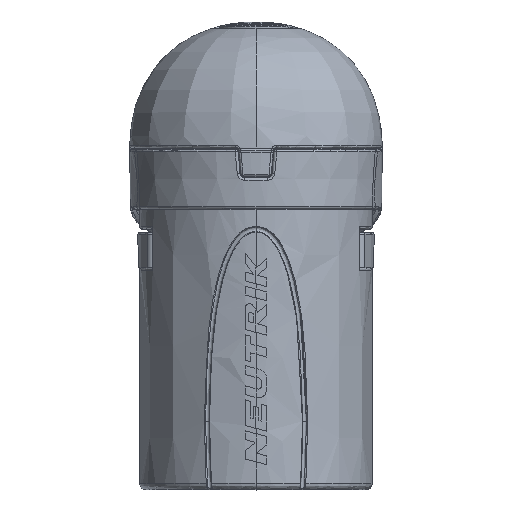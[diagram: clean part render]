
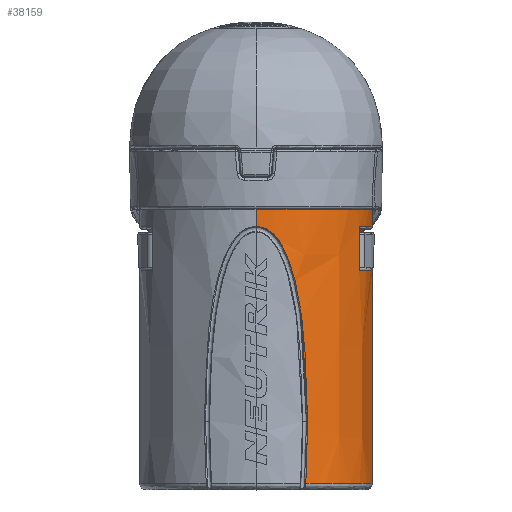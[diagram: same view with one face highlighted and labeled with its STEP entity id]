
A CAD part, top view. The second image highlights one B-rep face of the part: STEP entity #38159.
In plain terms, the highlighted face is a extrusion surface.
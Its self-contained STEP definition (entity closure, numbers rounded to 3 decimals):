
#4923=CARTESIAN_POINT('',(0.,-4.9,9.55));
#4924=CARTESIAN_POINT('',(0.455,-4.9,9.55));
#4925=CARTESIAN_POINT('',(1.355,-4.9,9.483));
#4926=CARTESIAN_POINT('',(2.632,-4.9,9.209));
#4927=CARTESIAN_POINT('',(3.969,-4.9,8.712));
#4928=CARTESIAN_POINT('',(5.241,-4.9,7.987));
#4929=CARTESIAN_POINT('',(6.326,-4.9,7.123));
#4930=CARTESIAN_POINT('',(7.262,-4.9,6.115));
#4931=CARTESIAN_POINT('',(8.008,-4.9,5.042));
#4932=CARTESIAN_POINT('',(8.623,-4.9,3.821));
#4933=CARTESIAN_POINT('',(9.033,-4.9,2.604));
#4934=CARTESIAN_POINT('',(9.282,-4.9,1.393));
#4935=CARTESIAN_POINT('',(9.35,-4.9,0.476));
#4936=CARTESIAN_POINT('',(9.35,-4.9,0.));
#4951=CARTESIAN_POINT('',(0.,-4.9,9.55));
#7154=DIRECTION('',(0.,1.,0.));
#7155=VECTOR('',#7154,17.15);
#7156=CARTESIAN_POINT('',(9.35,-26.95,0.));
#7157=LINE('',#7156,#7155);
#7172=DIRECTION('',(0.,1.,0.));
#7173=VECTOR('',#7172,1.4);
#7174=CARTESIAN_POINT('',(9.35,-6.3,0.));
#7175=LINE('',#7174,#7173);
#7529=CARTESIAN_POINT('',(8.297,-6.3,4.452));
#7530=CARTESIAN_POINT('',(8.652,-6.3,3.753));
#7531=CARTESIAN_POINT('',(9.171,-6.3,2.309));
#7532=CARTESIAN_POINT('',(9.35,-6.3,0.784));
#7533=CARTESIAN_POINT('',(9.35,-6.3,0.));
#7535=DIRECTION('',(0.,1.,0.));
#7536=VECTOR('',#7535,3.5);
#7537=CARTESIAN_POINT('',(8.297,-9.8,4.452));
#7538=LINE('',#7537,#7536);
#7539=CARTESIAN_POINT('',(9.35,-9.8,0.));
#7540=CARTESIAN_POINT('',(9.35,-9.8,0.784));
#7541=CARTESIAN_POINT('',(9.171,-9.8,2.309));
#7542=CARTESIAN_POINT('',(8.652,-9.8,3.753));
#7543=CARTESIAN_POINT('',(8.297,-9.8,4.452));
#7545=CARTESIAN_POINT('',(9.35,-26.95,0.));
#7546=CARTESIAN_POINT('',(9.35,-26.95,0.501));
#7547=CARTESIAN_POINT('',(9.277,-26.95,1.457));
#7548=CARTESIAN_POINT('',(8.892,-26.95,3.219));
#7549=CARTESIAN_POINT('',(8.021,-26.95,5.175));
#7550=CARTESIAN_POINT('',(6.679,-26.95,6.833));
#7551=CARTESIAN_POINT('',(5.283,-26.95,7.956));
#7552=CARTESIAN_POINT('',(4.458,-26.95,8.437));
#7553=CARTESIAN_POINT('',(4.005,-26.95,8.652));
#7555=CARTESIAN_POINT('',(4.15,-21.95,8.582));
#7556=CARTESIAN_POINT('',(4.15,-22.625,8.582));
#7557=CARTESIAN_POINT('',(4.136,-23.933,8.589));
#7558=CARTESIAN_POINT('',(4.082,-25.58,8.615));
#7559=CARTESIAN_POINT('',(4.03,-26.558,8.641));
#7560=CARTESIAN_POINT('',(4.005,-26.95,8.652));
#7562=CARTESIAN_POINT('',(4.15,-21.95,8.582));
#7563=CARTESIAN_POINT('',(4.15,-21.238,8.582));
#7564=CARTESIAN_POINT('',(4.135,-19.88,8.589));
#7565=CARTESIAN_POINT('',(4.072,-18.051,8.62));
#7566=CARTESIAN_POINT('',(3.975,-16.405,8.667));
#7567=CARTESIAN_POINT('',(3.848,-14.926,8.726));
#7568=CARTESIAN_POINT('',(3.692,-13.594,8.795));
#7569=CARTESIAN_POINT('',(3.511,-12.397,8.87));
#7570=CARTESIAN_POINT('',(3.306,-11.324,8.951));
#7571=CARTESIAN_POINT('',(3.078,-10.363,9.034));
#7572=CARTESIAN_POINT('',(2.826,-9.507,9.118));
#7573=CARTESIAN_POINT('',(2.549,-8.75,9.2));
#7574=CARTESIAN_POINT('',(2.247,-8.089,9.281));
#7575=CARTESIAN_POINT('',(1.919,-7.526,9.355));
#7576=CARTESIAN_POINT('',(1.623,-7.141,9.411));
#7577=CARTESIAN_POINT('',(1.374,-6.886,9.45));
#7578=CARTESIAN_POINT('',(1.183,-6.723,9.477));
#7579=CARTESIAN_POINT('',(0.993,-6.59,
9.499));
#7580=CARTESIAN_POINT('',(0.802,-6.481,
9.517));
#7581=CARTESIAN_POINT('',(0.612,-6.399,
9.531));
#7582=CARTESIAN_POINT('',(0.353,-6.322,
9.545));
#7583=CARTESIAN_POINT('',(0.144,-6.3,
9.55));
#7584=CARTESIAN_POINT('',(0.,-6.3,9.55));
#7586=DIRECTION('',(0.,1.,0.));
#7587=VECTOR('',#7586,1.4);
#7588=CARTESIAN_POINT('',(0.,-6.3,9.55));
#7589=LINE('',#7588,#7587);
#21848=CARTESIAN_POINT('',(4.15,-21.95,
8.582));
#21849=VERTEX_POINT('',#21848);
#21852=CARTESIAN_POINT('',(0.,-6.3,9.55));
#21853=VERTEX_POINT('',#21852);
#22108=VERTEX_POINT('',#7545);
#22109=VERTEX_POINT('',#7553);
#22125=VERTEX_POINT('',#7539);
#22126=VERTEX_POINT('',#7543);
#22130=CARTESIAN_POINT('',(8.297,-6.3,4.452));
#22131=VERTEX_POINT('',#22130);
#22136=VERTEX_POINT('',#7533);
#22412=VERTEX_POINT('',#4951);
#22413=VERTEX_POINT('',#4936);
#38128=CARTESIAN_POINT('',(0.,-27.45,9.55));
#38129=CARTESIAN_POINT('',(0.788,-27.45,9.55));
#38130=CARTESIAN_POINT('',(2.177,-27.45,9.365));
#38131=CARTESIAN_POINT('',(4.509,-27.45,8.547));
#38132=CARTESIAN_POINT('',(6.791,-27.45,6.891));
#38133=CARTESIAN_POINT('',(8.392,-27.45,4.554));
#38134=CARTESIAN_POINT('',(9.175,-27.45,2.188));
#38135=CARTESIAN_POINT('',(9.35,-27.45,0.788));
#38136=CARTESIAN_POINT('',(9.35,-27.45,0.));
#38138=DIRECTION('',(0.,-1.,0.));
#38139=VECTOR('',#38138,1.);
#38140=SURFACE_OF_LINEAR_EXTRUSION('',#38137,#38139);
#38141=ORIENTED_EDGE('',*,*,#37838,.F.);
#38143=ORIENTED_EDGE('',*,*,#38142,.F.);
#38145=ORIENTED_EDGE('',*,*,#38144,.F.);
#38146=ORIENTED_EDGE('',*,*,#37979,.F.);
#38147=ORIENTED_EDGE('',*,*,#37817,.F.);
#38149=ORIENTED_EDGE('',*,*,#38148,.T.);
#38151=ORIENTED_EDGE('',*,*,#38150,.F.);
#38153=ORIENTED_EDGE('',*,*,#38152,.T.);
#38155=ORIENTED_EDGE('',*,*,#38154,.T.);
#38156=ORIENTED_EDGE('',*,*,#33174,.T.);
#38157=EDGE_LOOP('',(#38141,#38143,#38145,#38146,#38147,#38149,#38151,#38153,
#38155,#38156));
#38158=FACE_OUTER_BOUND('',#38157,.F.);
#38159=ADVANCED_FACE('',(#38158),#38140,.F.);
#4937=B_SPLINE_CURVE_WITH_KNOTS('',3,(#4923,#4924,#4925,#4926,#4927,#4928,#4929,
#4930,#4931,#4932,#4933,#4934,#4935,#4936),.UNSPECIFIED.,.F.,.F.,(4,1,1,1,1,1,1,
1,1,1,1,4),(0.,0.091,0.182,0.273,
0.364,0.455,0.545,0.636,
0.727,0.818,0.909,1.),.UNSPECIFIED.);
#7534=B_SPLINE_CURVE_WITH_KNOTS('',3,(#7529,#7530,#7531,#7532,#7533),
.UNSPECIFIED.,.F.,.F.,(4,1,4),(0.,0.5,1.),.UNSPECIFIED.);
#7544=B_SPLINE_CURVE_WITH_KNOTS('',3,(#7539,#7540,#7541,#7542,#7543),
.UNSPECIFIED.,.F.,.F.,(4,1,4),(0.,0.5,1.),.UNSPECIFIED.);
#7554=B_SPLINE_CURVE_WITH_KNOTS('',3,(#7545,#7546,#7547,#7548,#7549,#7550,#7551,
#7552,#7553),.UNSPECIFIED.,.F.,.F.,(4,1,1,1,1,1,4),(0.,0.125,0.25,0.5,
0.75,0.875,1.),.UNSPECIFIED.);
#7561=B_SPLINE_CURVE_WITH_KNOTS('',3,(#7555,#7556,#7557,#7558,#7559,#7560),
.UNSPECIFIED.,.F.,.F.,(4,1,1,4),(0.,0.37,0.741,1.),
.UNSPECIFIED.);
#7585=B_SPLINE_CURVE_WITH_KNOTS('',3,(#7562,#7563,#7564,#7565,#7566,#7567,#7568,
#7569,#7570,#7571,#7572,#7573,#7574,#7575,#7576,#7577,#7578,#7579,#7580,#7581,
#7582,#7583,#7584),.UNSPECIFIED.,.F.,.F.,(4,1,1,1,1,1,1,1,1,1,1,1,1,1,1,1,1,1,1,
1,4),(0.,0.059,0.118,0.176,
0.235,0.294,0.353,0.412,
0.471,0.529,0.588,0.647,
0.706,0.765,0.794,0.824,
0.853,0.882,0.912,0.941,1.),
.UNSPECIFIED.);
#33174=EDGE_CURVE('',#22412,#22413,#4937,.T.);
#37817=EDGE_CURVE('',#22108,#22125,#7157,.T.);
#37838=EDGE_CURVE('',#22136,#22413,#7175,.T.);
#37979=EDGE_CURVE('',#22125,#22126,#7544,.T.);
#38137=B_SPLINE_CURVE_WITH_KNOTS('',3,(#38128,#38129,#38130,#38131,#38132,
#38133,#38134,#38135,#38136),.UNSPECIFIED.,.F.,.F.,(4,1,1,1,1,1,4),(0.,
0.125,0.25,0.5,0.75,0.875,1.),.UNSPECIFIED.);
#38142=EDGE_CURVE('',#22131,#22136,#7534,.T.);
#38144=EDGE_CURVE('',#22126,#22131,#7538,.T.);
#38148=EDGE_CURVE('',#22108,#22109,#7554,.T.);
#38150=EDGE_CURVE('',#21849,#22109,#7561,.T.);
#38152=EDGE_CURVE('',#21849,#21853,#7585,.T.);
#38154=EDGE_CURVE('',#21853,#22412,#7589,.T.);
